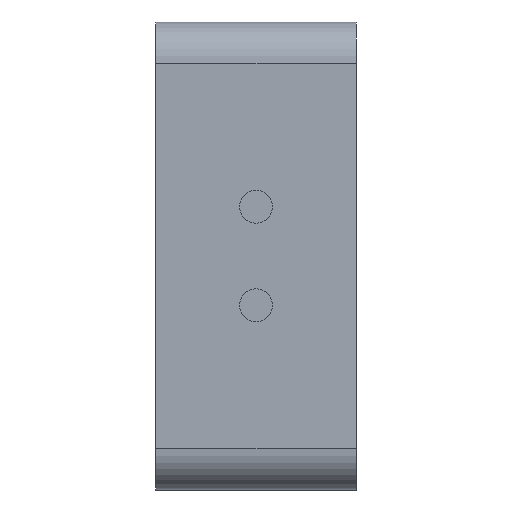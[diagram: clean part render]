
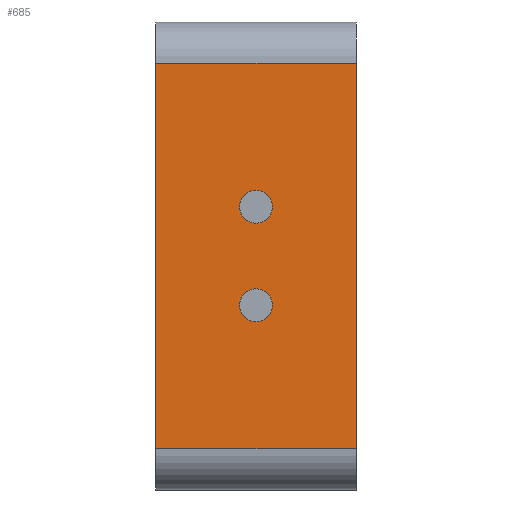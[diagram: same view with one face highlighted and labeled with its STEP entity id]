
A CAD part, left-side view. The second image highlights one B-rep face of the part: STEP entity #685.
In plain terms, the highlighted planar face has unit normal (-1, 0, 0).
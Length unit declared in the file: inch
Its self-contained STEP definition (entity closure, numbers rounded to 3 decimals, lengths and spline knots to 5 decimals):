
#73 = DIRECTION ( 'NONE',  ( 0., 0., 1. ) ) ;
#90 = CARTESIAN_POINT ( 'NONE',  ( -1.72325, 0.46025, -0.2 ) ) ;
#160 = AXIS2_PLACEMENT_3D ( 'NONE', #199, #2876, #590 ) ;
#199 = CARTESIAN_POINT ( 'NONE',  ( -1.72325, 0.46025, 0.3 ) ) ;
#211 = PLANE ( 'NONE',  #800 ) ;
#280 = CIRCLE ( 'NONE', #1627, 0.1 ) ;
#310 = EDGE_LOOP ( 'NONE', ( #3755, #2357 ) ) ;
#420 = FACE_BOUND ( 'NONE', #310, .T. ) ;
#428 = CARTESIAN_POINT ( 'NONE',  ( -1.72325, 0.46025, 0.2 ) ) ;
#590 = DIRECTION ( 'NONE',  ( 0., 0., 1. ) ) ;
#602 = CARTESIAN_POINT ( 'NONE',  ( -1.72325, 0.46025, 0.3 ) ) ;
#685 = ADVANCED_FACE ( 'NONE', ( #420, #1446, #2311 ), #211, .F. ) ;
#726 = LINE ( 'NONE', #3014, #2730 ) ;
#739 = DIRECTION ( 'NONE',  ( 0., 1., 0. ) ) ;
#798 = VERTEX_POINT ( 'NONE', #2449 ) ;
#800 = AXIS2_PLACEMENT_3D ( 'NONE', #2479, #996, #3674 ) ;
#866 = CARTESIAN_POINT ( 'NONE',  ( -1.72325, -0.15, 1.175 ) ) ;
#903 = LINE ( 'NONE', #3804, #3839 ) ;
#992 = DIRECTION ( 'NONE',  ( 0., 0., 1. ) ) ;
#996 = DIRECTION ( 'NONE',  ( 1., 0., 0. ) ) ;
#1301 = ORIENTED_EDGE ( 'NONE', *, *, #2783, .F. ) ;
#1364 = CIRCLE ( 'NONE', #2073, 0.1 ) ;
#1426 = LINE ( 'NONE', #4275, #3339 ) ;
#1446 = FACE_BOUND ( 'NONE', #4152, .T. ) ;
#1468 = VERTEX_POINT ( 'NONE', #866 ) ;
#1544 = VERTEX_POINT ( 'NONE', #3599 ) ;
#1627 = AXIS2_PLACEMENT_3D ( 'NONE', #602, #3267, #992 ) ;
#1630 = CARTESIAN_POINT ( 'NONE',  ( -1.72325, 0.46025, -0.3 ) ) ;
#1971 = VERTEX_POINT ( 'NONE', #2032 ) ;
#2006 = DIRECTION ( 'NONE',  ( 0., 0., 1. ) ) ;
#2032 = CARTESIAN_POINT ( 'NONE',  ( -1.72325, 1.0705, -1.175 ) ) ;
#2073 = AXIS2_PLACEMENT_3D ( 'NONE', #1630, #4306, #2006 ) ;
#2142 = ORIENTED_EDGE ( 'NONE', *, *, #3015, .F. ) ;
#2285 = EDGE_CURVE ( 'NONE', #3620, #2347, #1364, .T. ) ;
#2311 = FACE_OUTER_BOUND ( 'NONE', #3256, .T. ) ;
#2343 = AXIS2_PLACEMENT_3D ( 'NONE', #4674, #2346, #73 ) ;
#2346 = DIRECTION ( 'NONE',  ( -1., 0., 0. ) ) ;
#2347 = VERTEX_POINT ( 'NONE', #4344 ) ;
#2357 = ORIENTED_EDGE ( 'NONE', *, *, #3568, .F. ) ;
#2449 = CARTESIAN_POINT ( 'NONE',  ( -1.72325, -0.15, -1.175 ) ) ;
#2479 = CARTESIAN_POINT ( 'NONE',  ( -1.72325, 0.9355, 1.425 ) ) ;
#2626 = DIRECTION ( 'NONE',  ( 0., -1., 0. ) ) ;
#2694 = VERTEX_POINT ( 'NONE', #428 ) ;
#2730 = VECTOR ( 'NONE', #739, 39.37008 ) ;
#2783 = EDGE_CURVE ( 'NONE', #1971, #1544, #1426, .T. ) ;
#2829 = EDGE_CURVE ( 'NONE', #2694, #3050, #280, .T. ) ;
#2876 = DIRECTION ( 'NONE',  ( -1., 0., 0. ) ) ;
#3014 = CARTESIAN_POINT ( 'NONE',  ( -1.72325, 0.9355, 1.175 ) ) ;
#3015 = EDGE_CURVE ( 'NONE', #1468, #798, #4178, .T. ) ;
#3050 = VERTEX_POINT ( 'NONE', #3414 ) ;
#3143 = VECTOR ( 'NONE', #4914, 39.37008 ) ;
#3246 = EDGE_CURVE ( 'NONE', #3050, #2694, #3419, .T. ) ;
#3256 = EDGE_LOOP ( 'NONE', ( #1301, #4297, #2142, #4847 ) ) ;
#3267 = DIRECTION ( 'NONE',  ( -1., 0., 0. ) ) ;
#3310 = ORIENTED_EDGE ( 'NONE', *, *, #3246, .F. ) ;
#3339 = VECTOR ( 'NONE', #3526, 39.37008 ) ;
#3382 = CARTESIAN_POINT ( 'NONE',  ( -1.72325, -0.15, 1.425 ) ) ;
#3414 = CARTESIAN_POINT ( 'NONE',  ( -1.72325, 0.46025, 0.4 ) ) ;
#3419 = CIRCLE ( 'NONE', #160, 0.1 ) ;
#3526 = DIRECTION ( 'NONE',  ( 0., 0., 1. ) ) ;
#3568 = EDGE_CURVE ( 'NONE', #2347, #3620, #3743, .T. ) ;
#3599 = CARTESIAN_POINT ( 'NONE',  ( -1.72325, 1.0705, 1.175 ) ) ;
#3620 = VERTEX_POINT ( 'NONE', #90 ) ;
#3674 = DIRECTION ( 'NONE',  ( 0., 0., -1. ) ) ;
#3691 = ORIENTED_EDGE ( 'NONE', *, *, #2829, .F. ) ;
#3743 = CIRCLE ( 'NONE', #2343, 0.1 ) ;
#3755 = ORIENTED_EDGE ( 'NONE', *, *, #2285, .F. ) ;
#3804 = CARTESIAN_POINT ( 'NONE',  ( -1.72325, 0.9355, -1.175 ) ) ;
#3839 = VECTOR ( 'NONE', #2626, 39.37008 ) ;
#3919 = EDGE_CURVE ( 'NONE', #1971, #798, #903, .T. ) ;
#4152 = EDGE_LOOP ( 'NONE', ( #3310, #3691 ) ) ;
#4178 = LINE ( 'NONE', #3382, #3143 ) ;
#4275 = CARTESIAN_POINT ( 'NONE',  ( -1.72325, 1.0705, -1.425 ) ) ;
#4297 = ORIENTED_EDGE ( 'NONE', *, *, #3919, .T. ) ;
#4306 = DIRECTION ( 'NONE',  ( -1., 0., 0. ) ) ;
#4344 = CARTESIAN_POINT ( 'NONE',  ( -1.72325, 0.46025, -0.4 ) ) ;
#4598 = EDGE_CURVE ( 'NONE', #1468, #1544, #726, .T. ) ;
#4674 = CARTESIAN_POINT ( 'NONE',  ( -1.72325, 0.46025, -0.3 ) ) ;
#4847 = ORIENTED_EDGE ( 'NONE', *, *, #4598, .T. ) ;
#4914 = DIRECTION ( 'NONE',  ( 0., 0., -1. ) ) ;
